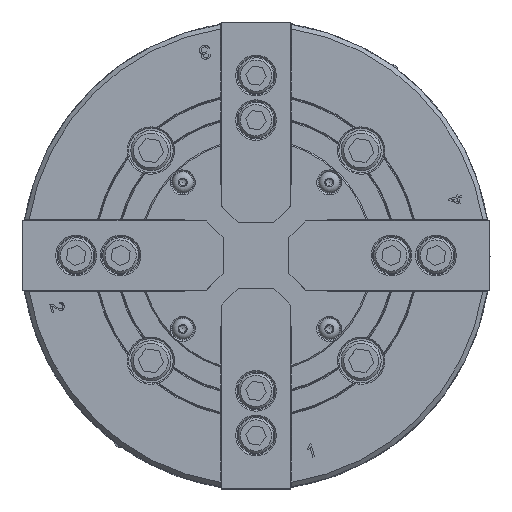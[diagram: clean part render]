
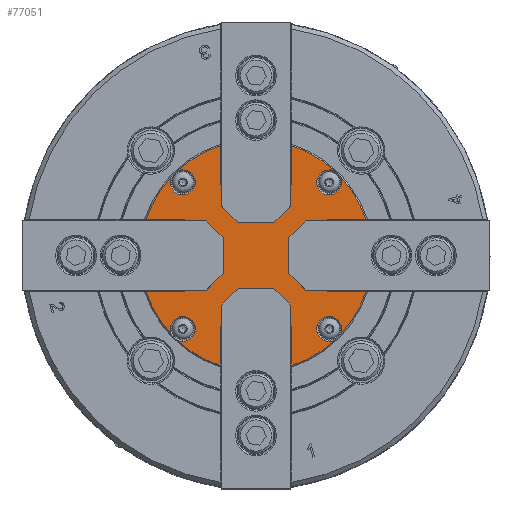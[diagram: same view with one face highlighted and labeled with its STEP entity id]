
A CAD part, top view. The second image highlights one B-rep face of the part: STEP entity #77051.
In plain terms, the highlighted planar face has unit normal (0, 0, 1).
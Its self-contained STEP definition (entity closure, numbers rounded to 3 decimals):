
#2721=LINE('',#116678,#11434);
#2727=LINE('',#116690,#11440);
#2728=LINE('',#116697,#11441);
#2734=LINE('',#116709,#11447);
#2740=LINE('',#116721,#11453);
#2741=LINE('',#116728,#11454);
#2747=LINE('',#116740,#11460);
#2753=LINE('',#116752,#11466);
#2754=LINE('',#116759,#11467);
#2760=LINE('',#116771,#11473);
#2766=LINE('',#116783,#11479);
#2767=LINE('',#116790,#11480);
#11434=VECTOR('',#93010,1000.);
#11440=VECTOR('',#93020,1000.);
#11441=VECTOR('',#93027,1000.);
#11447=VECTOR('',#93035,1000.);
#11453=VECTOR('',#93045,1000.);
#11454=VECTOR('',#93052,1000.);
#11460=VECTOR('',#93060,1000.);
#11466=VECTOR('',#93070,1000.);
#11467=VECTOR('',#93077,1000.);
#11473=VECTOR('',#93085,1000.);
#11479=VECTOR('',#93095,1000.);
#11480=VECTOR('',#93102,1000.);
#18675=PLANE('',#82394);
#21539=CIRCLE('',#82326,5.6);
#21541=CIRCLE('',#82329,5.6);
#21543=CIRCLE('',#82332,5.6);
#21553=CIRCLE('',#82353,5.6);
#21565=CIRCLE('',#82385,51.9);
#21566=CIRCLE('',#82386,51.9);
#21572=CIRCLE('',#82395,51.9);
#21573=CIRCLE('',#82396,51.9);
#21574=CIRCLE('',#82397,51.9);
#21575=CIRCLE('',#82398,51.9);
#21576=CIRCLE('',#82399,51.9);
#21577=CIRCLE('',#82400,51.9);
#29553=ORIENTED_EDGE('',*,*,#49114,.T.);
#29554=ORIENTED_EDGE('',*,*,#49026,.T.);
#29555=ORIENTED_EDGE('',*,*,#49115,.T.);
#29556=ORIENTED_EDGE('',*,*,#49056,.F.);
#29557=ORIENTED_EDGE('',*,*,#49050,.F.);
#29558=ORIENTED_EDGE('',*,*,#49059,.T.);
#29559=ORIENTED_EDGE('',*,*,#49108,.T.);
#29560=ORIENTED_EDGE('',*,*,#49043,.T.);
#29561=ORIENTED_EDGE('',*,*,#49107,.T.);
#29562=ORIENTED_EDGE('',*,*,#49101,.F.);
#29563=ORIENTED_EDGE('',*,*,#49095,.F.);
#29564=ORIENTED_EDGE('',*,*,#49104,.T.);
#29565=ORIENTED_EDGE('',*,*,#49116,.T.);
#29566=ORIENTED_EDGE('',*,*,#49032,.T.);
#29567=ORIENTED_EDGE('',*,*,#49117,.T.);
#29568=ORIENTED_EDGE('',*,*,#49086,.F.);
#29569=ORIENTED_EDGE('',*,*,#49080,.F.);
#29570=ORIENTED_EDGE('',*,*,#49089,.T.);
#29571=ORIENTED_EDGE('',*,*,#49118,.T.);
#29572=ORIENTED_EDGE('',*,*,#49029,.T.);
#29573=ORIENTED_EDGE('',*,*,#49119,.T.);
#29574=ORIENTED_EDGE('',*,*,#49071,.F.);
#29575=ORIENTED_EDGE('',*,*,#49065,.F.);
#29576=ORIENTED_EDGE('',*,*,#49074,.T.);
#49026=EDGE_CURVE('',#59440,#59439,#21539,.T.);
#49029=EDGE_CURVE('',#59443,#59442,#21541,.T.);
#49032=EDGE_CURVE('',#59446,#59445,#21543,.T.);
#49043=EDGE_CURVE('',#59457,#59456,#21553,.T.);
#49050=EDGE_CURVE('',#59464,#59462,#2721,.T.);
#49056=EDGE_CURVE('',#59462,#59469,#2727,.T.);
#49059=EDGE_CURVE('',#59464,#59471,#2728,.T.);
#49065=EDGE_CURVE('',#59476,#59474,#2734,.T.);
#49071=EDGE_CURVE('',#59474,#59481,#2740,.T.);
#49074=EDGE_CURVE('',#59476,#59483,#2741,.T.);
#49080=EDGE_CURVE('',#59488,#59486,#2747,.T.);
#49086=EDGE_CURVE('',#59486,#59493,#2753,.T.);
#49089=EDGE_CURVE('',#59488,#59495,#2754,.T.);
#49095=EDGE_CURVE('',#59500,#59498,#2760,.T.);
#49101=EDGE_CURVE('',#59498,#59505,#2766,.T.);
#49104=EDGE_CURVE('',#59500,#59507,#2767,.T.);
#49107=EDGE_CURVE('',#59456,#59505,#21565,.T.);
#49108=EDGE_CURVE('',#59471,#59457,#21566,.T.);
#49114=EDGE_CURVE('',#59483,#59440,#21572,.T.);
#49115=EDGE_CURVE('',#59439,#59469,#21573,.T.);
#49116=EDGE_CURVE('',#59507,#59446,#21574,.T.);
#49117=EDGE_CURVE('',#59445,#59493,#21575,.T.);
#49118=EDGE_CURVE('',#59495,#59443,#21576,.T.);
#49119=EDGE_CURVE('',#59442,#59481,#21577,.T.);
#59439=VERTEX_POINT('',#116602);
#59440=VERTEX_POINT('',#116603);
#59442=VERTEX_POINT('',#116612);
#59443=VERTEX_POINT('',#116613);
#59445=VERTEX_POINT('',#116622);
#59446=VERTEX_POINT('',#116623);
#59456=VERTEX_POINT('',#116658);
#59457=VERTEX_POINT('',#116659);
#59462=VERTEX_POINT('',#116673);
#59464=VERTEX_POINT('',#116677);
#59469=VERTEX_POINT('',#116691);
#59471=VERTEX_POINT('',#116696);
#59474=VERTEX_POINT('',#116704);
#59476=VERTEX_POINT('',#116708);
#59481=VERTEX_POINT('',#116722);
#59483=VERTEX_POINT('',#116727);
#59486=VERTEX_POINT('',#116735);
#59488=VERTEX_POINT('',#116739);
#59493=VERTEX_POINT('',#116753);
#59495=VERTEX_POINT('',#116758);
#59498=VERTEX_POINT('',#116766);
#59500=VERTEX_POINT('',#116770);
#59505=VERTEX_POINT('',#116784);
#59507=VERTEX_POINT('',#116789);
#66791=EDGE_LOOP('',(#29553,#29554,#29555,#29556,#29557,#29558,#29559,#29560,
#29561,#29562,#29563,#29564,#29565,#29566,#29567,#29568,#29569,#29570,#29571,
#29572,#29573,#29574,#29575,#29576));
#71571=FACE_BOUND('',#66791,.T.);
#77051=ADVANCED_FACE('',(#71571),#18675,.F.);
#82326=AXIS2_PLACEMENT_3D('',#116604,#92937,#92938);
#82329=AXIS2_PLACEMENT_3D('',#116614,#92943,#92944);
#82332=AXIS2_PLACEMENT_3D('',#116624,#92949,#92950);
#82353=AXIS2_PLACEMENT_3D('',#116660,#92991,#92992);
#82385=AXIS2_PLACEMENT_3D('',#116795,#93107,#93108);
#82386=AXIS2_PLACEMENT_3D('',#116796,#93109,#93110);
#82394=AXIS2_PLACEMENT_3D('',#116804,#93125,#93126);
#82395=AXIS2_PLACEMENT_3D('',#116805,#93127,#93128);
#82396=AXIS2_PLACEMENT_3D('',#116806,#93129,#93130);
#82397=AXIS2_PLACEMENT_3D('',#116807,#93131,#93132);
#82398=AXIS2_PLACEMENT_3D('',#116808,#93133,#93134);
#82399=AXIS2_PLACEMENT_3D('',#116809,#93135,#93136);
#82400=AXIS2_PLACEMENT_3D('',#116810,#93137,#93138);
#92937=DIRECTION('',(0.,0.,-1.));
#92938=DIRECTION('',(-1.,0.,0.));
#92943=DIRECTION('',(0.,0.,-1.));
#92944=DIRECTION('',(-1.,0.,0.));
#92949=DIRECTION('',(0.,0.,-1.));
#92950=DIRECTION('',(-1.,0.,0.));
#92991=DIRECTION('',(0.,0.,-1.));
#92992=DIRECTION('',(-1.,0.,0.));
#93010=DIRECTION('',(0.,-1.,0.));
#93020=DIRECTION('',(1.,0.,0.));
#93027=DIRECTION('',(1.,0.,0.));
#93035=DIRECTION('',(-1.,0.,0.));
#93045=DIRECTION('',(0.,-1.,0.));
#93052=DIRECTION('',(0.,-1.,0.));
#93060=DIRECTION('',(0.,1.,0.));
#93070=DIRECTION('',(-1.,0.,0.));
#93077=DIRECTION('',(-1.,0.,0.));
#93085=DIRECTION('',(1.,0.,0.));
#93095=DIRECTION('',(0.,1.,0.));
#93102=DIRECTION('',(0.,1.,0.));
#93107=DIRECTION('',(0.,0.,1.));
#93108=DIRECTION('',(-1.,0.,0.));
#93109=DIRECTION('',(0.,0.,1.));
#93110=DIRECTION('',(-1.,0.,0.));
#93125=DIRECTION('',(0.,0.,-1.));
#93126=DIRECTION('',(-1.,0.,0.));
#93127=DIRECTION('',(0.,0.,1.));
#93128=DIRECTION('',(-1.,0.,0.));
#93129=DIRECTION('',(0.,0.,1.));
#93130=DIRECTION('',(-1.,0.,0.));
#93131=DIRECTION('',(0.,0.,1.));
#93132=DIRECTION('',(-1.,0.,0.));
#93133=DIRECTION('',(0.,0.,1.));
#93134=DIRECTION('',(-1.,0.,0.));
#93135=DIRECTION('',(0.,0.,1.));
#93136=DIRECTION('',(-1.,0.,0.));
#93137=DIRECTION('',(0.,0.,1.));
#93138=DIRECTION('',(-1.,0.,0.));
#116602=CARTESIAN_POINT('',(37.79,-35.574,0.));
#116603=CARTESIAN_POINT('',(35.574,-37.79,0.));
#116604=CARTESIAN_POINT('',(32.88,-32.88,0.));
#116612=CARTESIAN_POINT('',(-35.574,-37.79,0.));
#116613=CARTESIAN_POINT('',(-37.79,-35.574,0.));
#116614=CARTESIAN_POINT('',(-32.88,-32.88,0.));
#116622=CARTESIAN_POINT('',(-37.79,35.574,0.));
#116623=CARTESIAN_POINT('',(-35.574,37.79,0.));
#116624=CARTESIAN_POINT('',(-32.88,32.88,0.));
#116658=CARTESIAN_POINT('',(35.574,37.79,0.));
#116659=CARTESIAN_POINT('',(37.79,35.574,0.));
#116660=CARTESIAN_POINT('',(32.88,32.88,0.));
#116673=CARTESIAN_POINT('',(31.974,-16.,0.));
#116677=CARTESIAN_POINT('',(31.974,16.,0.));
#116678=CARTESIAN_POINT('',(31.974,16.,0.));
#116690=CARTESIAN_POINT('',(31.974,-16.,0.));
#116691=CARTESIAN_POINT('',(49.372,-16.,0.));
#116696=CARTESIAN_POINT('',(49.372,16.,0.));
#116697=CARTESIAN_POINT('',(31.974,16.,0.));
#116704=CARTESIAN_POINT('',(-16.,-31.974,0.));
#116708=CARTESIAN_POINT('',(16.,-31.974,0.));
#116709=CARTESIAN_POINT('',(16.,-31.974,0.));
#116721=CARTESIAN_POINT('',(-16.,-31.974,0.));
#116722=CARTESIAN_POINT('',(-16.,-49.372,0.));
#116727=CARTESIAN_POINT('',(16.,-49.372,0.));
#116728=CARTESIAN_POINT('',(16.,-31.974,0.));
#116735=CARTESIAN_POINT('',(-31.974,16.,0.));
#116739=CARTESIAN_POINT('',(-31.974,-16.,0.));
#116740=CARTESIAN_POINT('',(-31.974,-16.,0.));
#116752=CARTESIAN_POINT('',(-31.974,16.,0.));
#116753=CARTESIAN_POINT('',(-49.372,16.,0.));
#116758=CARTESIAN_POINT('',(-49.372,-16.,0.));
#116759=CARTESIAN_POINT('',(-31.974,-16.,0.));
#116766=CARTESIAN_POINT('',(16.,31.974,0.));
#116770=CARTESIAN_POINT('',(-16.,31.974,0.));
#116771=CARTESIAN_POINT('',(-16.,31.974,0.));
#116783=CARTESIAN_POINT('',(16.,31.974,0.));
#116784=CARTESIAN_POINT('',(16.,49.372,0.));
#116789=CARTESIAN_POINT('',(-16.,49.372,0.));
#116790=CARTESIAN_POINT('',(-16.,31.974,0.));
#116795=CARTESIAN_POINT('',(0.,0.,0.));
#116796=CARTESIAN_POINT('',(0.,0.,0.));
#116804=CARTESIAN_POINT('',(0.,0.,0.));
#116805=CARTESIAN_POINT('',(0.,0.,0.));
#116806=CARTESIAN_POINT('',(0.,0.,0.));
#116807=CARTESIAN_POINT('',(0.,0.,0.));
#116808=CARTESIAN_POINT('',(0.,0.,0.));
#116809=CARTESIAN_POINT('',(0.,0.,0.));
#116810=CARTESIAN_POINT('',(0.,0.,0.));
